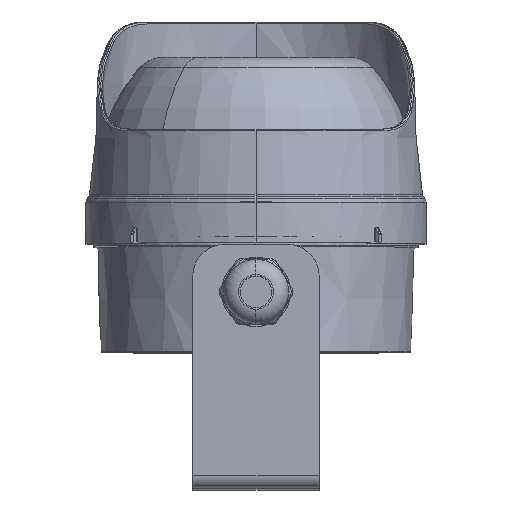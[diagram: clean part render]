
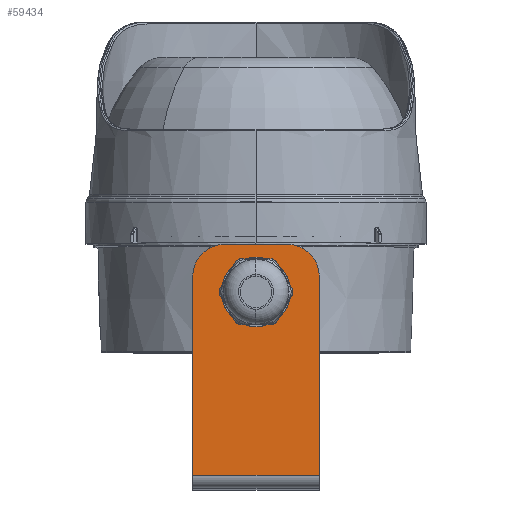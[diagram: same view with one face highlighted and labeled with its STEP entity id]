
A CAD part, top view. The second image highlights one B-rep face of the part: STEP entity #59434.
In plain terms, the highlighted planar face has unit normal (0, 0, 1).
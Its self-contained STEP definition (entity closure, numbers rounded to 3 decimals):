
#113 = VERTEX_POINT ( 'NONE', #52115 ) ;
#492 = LINE ( 'NONE', #4304, #72195 ) ;
#4304 = CARTESIAN_POINT ( 'NONE',  ( -20., 2.729, 280.938 ) ) ;
#4606 = DIRECTION ( 'NONE',  ( 0., -1., 0. ) ) ;
#5615 = CARTESIAN_POINT ( 'NONE',  ( 0., -12.271, 280.938 ) ) ;
#5763 = EDGE_CURVE ( 'NONE', #15584, #48854, #6421, .T. ) ;
#6421 = CIRCLE ( 'NONE', #66383, 10. ) ;
#7649 = DIRECTION ( 'NONE',  ( 0., 1., 0. ) ) ;
#8336 = EDGE_CURVE ( 'NONE', #31537, #50744, #34029, .T. ) ;
#12575 = ORIENTED_EDGE ( 'NONE', *, *, #60838, .F. ) ;
#13284 = CARTESIAN_POINT ( 'NONE',  ( -20., -70.271, 280.938 ) ) ;
#14952 = DIRECTION ( 'NONE',  ( 0., 0., -1. ) ) ;
#15549 = DIRECTION ( 'NONE',  ( 0., 1., 0. ) ) ;
#15584 = VERTEX_POINT ( 'NONE', #30576 ) ;
#15649 = CARTESIAN_POINT ( 'NONE',  ( 0., -12.271, 280.938 ) ) ;
#17443 = VERTEX_POINT ( 'NONE', #18322 ) ;
#18322 = CARTESIAN_POINT ( 'NONE',  ( -20., -7.271, 280.938 ) ) ;
#18969 = AXIS2_PLACEMENT_3D ( 'NONE', #5615, #83821, #27161 ) ;
#18987 = PLANE ( 'NONE',  #56096 ) ;
#19756 = VECTOR ( 'NONE', #26494, 1000. ) ;
#21725 = CARTESIAN_POINT ( 'NONE',  ( -10., -7.271, 280.938 ) ) ;
#23270 = VECTOR ( 'NONE', #35666, 1000. ) ;
#24882 = ORIENTED_EDGE ( 'NONE', *, *, #29173, .F. ) ;
#26101 = ORIENTED_EDGE ( 'NONE', *, *, #8336, .T. ) ;
#26301 = CARTESIAN_POINT ( 'NONE',  ( 20., 2.729, 280.938 ) ) ;
#26395 = CIRCLE ( 'NONE', #68301, 10. ) ;
#26494 = DIRECTION ( 'NONE',  ( 0., -1., 0. ) ) ;
#27161 = DIRECTION ( 'NONE',  ( 0., 1., 0. ) ) ;
#27735 = VERTEX_POINT ( 'NONE', #36413 ) ;
#28640 = VECTOR ( 'NONE', #47304, 1000. ) ;
#29173 = EDGE_CURVE ( 'NONE', #17443, #113, #26395, .T. ) ;
#30576 = CARTESIAN_POINT ( 'NONE',  ( 10., 2.729, 280.938 ) ) ;
#31537 = VERTEX_POINT ( 'NONE', #89157 ) ;
#34029 = CIRCLE ( 'NONE', #78016, 8. ) ;
#35380 = FACE_BOUND ( 'NONE', #86500, .T. ) ;
#35666 = DIRECTION ( 'NONE',  ( -1., 0., 0. ) ) ;
#36413 = CARTESIAN_POINT ( 'NONE',  ( 20., -70.271, 280.938 ) ) ;
#37175 = DIRECTION ( 'NONE',  ( 0., 1., 0. ) ) ;
#46938 = ORIENTED_EDGE ( 'NONE', *, *, #82638, .T. ) ;
#47304 = DIRECTION ( 'NONE',  ( -1., 0., 0. ) ) ;
#47363 = LINE ( 'NONE', #60624, #28640 ) ;
#48422 = EDGE_CURVE ( 'NONE', #15584, #113, #47363, .T. ) ;
#48854 = VERTEX_POINT ( 'NONE', #54674 ) ;
#50147 = CARTESIAN_POINT ( 'NONE',  ( 20., -70.271, 280.938 ) ) ;
#50580 = LINE ( 'NONE', #77043, #19756 ) ;
#50744 = VERTEX_POINT ( 'NONE', #76175 ) ;
#52115 = CARTESIAN_POINT ( 'NONE',  ( -10., 2.729, 280.938 ) ) ;
#54674 = CARTESIAN_POINT ( 'NONE',  ( 20., -7.271, 280.938 ) ) ;
#54739 = ORIENTED_EDGE ( 'NONE', *, *, #5763, .F. ) ;
#55708 = EDGE_CURVE ( 'NONE', #50744, #31537, #64477, .T. ) ;
#56096 = AXIS2_PLACEMENT_3D ( 'NONE', #26301, #82392, #82999 ) ;
#57299 = DIRECTION ( 'NONE',  ( 0., 0., -1. ) ) ;
#57587 = ORIENTED_EDGE ( 'NONE', *, *, #55708, .T. ) ;
#59434 = ADVANCED_FACE ( 'NONE', ( #35380, #79477 ), #18987, .T. ) ;
#60624 = CARTESIAN_POINT ( 'NONE',  ( 20., 2.729, 280.938 ) ) ;
#60838 = EDGE_CURVE ( 'NONE', #27735, #80165, #67475, .T. ) ;
#61440 = ORIENTED_EDGE ( 'NONE', *, *, #48422, .T. ) ;
#64477 = CIRCLE ( 'NONE', #18969, 8. ) ;
#64743 = ORIENTED_EDGE ( 'NONE', *, *, #85038, .F. ) ;
#66383 = AXIS2_PLACEMENT_3D ( 'NONE', #71152, #71464, #37175 ) ;
#67475 = LINE ( 'NONE', #50147, #23270 ) ;
#68301 = AXIS2_PLACEMENT_3D ( 'NONE', #21725, #14952, #15549 ) ;
#71152 = CARTESIAN_POINT ( 'NONE',  ( 10., -7.271, 280.938 ) ) ;
#71344 = EDGE_LOOP ( 'NONE', ( #46938, #12575, #64743, #54739, #61440, #24882 ) ) ;
#71464 = DIRECTION ( 'NONE',  ( 0., 0., -1. ) ) ;
#72195 = VECTOR ( 'NONE', #4606, 1000. ) ;
#76175 = CARTESIAN_POINT ( 'NONE',  ( 0., -20.271, 280.938 ) ) ;
#77043 = CARTESIAN_POINT ( 'NONE',  ( 20., 2.729, 280.938 ) ) ;
#78016 = AXIS2_PLACEMENT_3D ( 'NONE', #15649, #57299, #7649 ) ;
#79477 = FACE_OUTER_BOUND ( 'NONE', #71344, .T. ) ;
#80165 = VERTEX_POINT ( 'NONE', #13284 ) ;
#82392 = DIRECTION ( 'NONE',  ( 0., 0., 1. ) ) ;
#82638 = EDGE_CURVE ( 'NONE', #17443, #80165, #492, .T. ) ;
#82999 = DIRECTION ( 'NONE',  ( 0., 1., 0. ) ) ;
#83821 = DIRECTION ( 'NONE',  ( 0., 0., -1. ) ) ;
#85038 = EDGE_CURVE ( 'NONE', #48854, #27735, #50580, .T. ) ;
#86500 = EDGE_LOOP ( 'NONE', ( #26101, #57587 ) ) ;
#89157 = CARTESIAN_POINT ( 'NONE',  ( 0., -4.271, 280.938 ) ) ;
